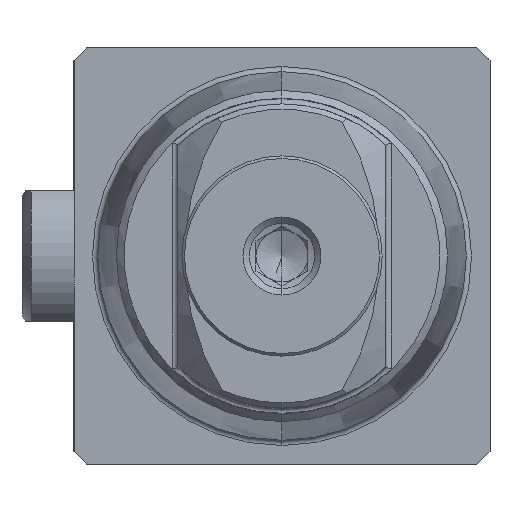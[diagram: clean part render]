
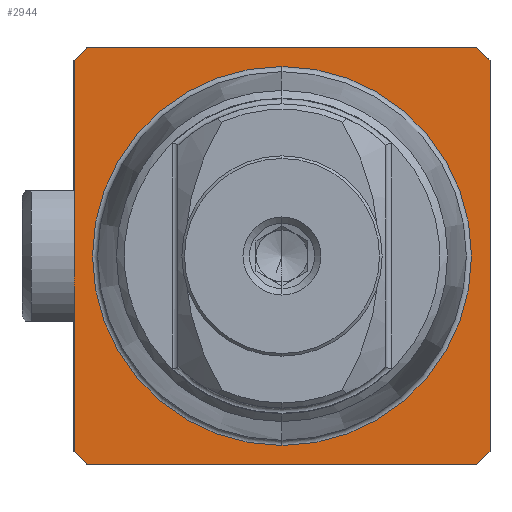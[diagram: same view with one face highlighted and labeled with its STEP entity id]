
A CAD part, left-side view. The second image highlights one B-rep face of the part: STEP entity #2944.
In plain terms, the highlighted planar face has unit normal (-1, 0, 0).
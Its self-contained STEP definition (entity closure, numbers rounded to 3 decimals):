
#122 = LINE ( 'NONE', #8226, #6245 ) ;
#412 = CARTESIAN_POINT ( 'NONE',  ( 0., 7.287, 8. ) ) ;
#520 = CARTESIAN_POINT ( 'NONE',  ( 0., 0., -7.287 ) ) ;
#710 = ORIENTED_EDGE ( 'NONE', *, *, #2417, .F. ) ;
#825 = EDGE_CURVE ( 'NONE', #6150, #7536, #4991, .T. ) ;
#903 = VERTEX_POINT ( 'NONE', #3076 ) ;
#917 = LINE ( 'NONE', #3617, #5388 ) ;
#1402 = CARTESIAN_POINT ( 'NONE',  ( 0., 7.5, 8. ) ) ;
#1408 = ORIENTED_EDGE ( 'NONE', *, *, #6751, .T. ) ;
#1440 = CARTESIAN_POINT ( 'NONE',  ( 0., 8., -7.5 ) ) ;
#1618 = EDGE_LOOP ( 'NONE', ( #5486, #2528, #1408, #5400, #4441, #2755, #8343, #2349 ) ) ;
#1700 = VERTEX_POINT ( 'NONE', #4161 ) ;
#1783 = VECTOR ( 'NONE', #3400, 1000. ) ;
#1900 = VECTOR ( 'NONE', #3876, 1000. ) ;
#2050 = CARTESIAN_POINT ( 'NONE',  ( 0., -8., -7.5 ) ) ;
#2276 = DIRECTION ( 'NONE',  ( 0., 0., 1. ) ) ;
#2349 = ORIENTED_EDGE ( 'NONE', *, *, #5582, .T. ) ;
#2417 = EDGE_CURVE ( 'NONE', #7536, #6150, #6694, .T. ) ;
#2528 = ORIENTED_EDGE ( 'NONE', *, *, #3332, .T. ) ;
#2645 = CARTESIAN_POINT ( 'NONE',  ( 0., -7.5, -8. ) ) ;
#2755 = ORIENTED_EDGE ( 'NONE', *, *, #8421, .T. ) ;
#2756 = DIRECTION ( 'NONE',  ( 0., 0., -1. ) ) ;
#2757 = LINE ( 'NONE', #2050, #7310 ) ;
#2816 = DIRECTION ( 'NONE',  ( 0., 0., 1. ) ) ;
#2826 = DIRECTION ( 'NONE',  ( 0., 0.707, 0.707 ) ) ;
#2882 = VECTOR ( 'NONE', #2756, 1000. ) ;
#2944 = ADVANCED_FACE ( 'NONE', ( #5479, #3405 ), #4162, .F. ) ;
#3076 = CARTESIAN_POINT ( 'NONE',  ( 0., 7.5, 8. ) ) ;
#3332 = EDGE_CURVE ( 'NONE', #5373, #6054, #122, .T. ) ;
#3400 = DIRECTION ( 'NONE',  ( 0., -1., 0. ) ) ;
#3405 = FACE_OUTER_BOUND ( 'NONE', #1618, .T. ) ;
#3435 = VECTOR ( 'NONE', #7820, 1000. ) ;
#3617 = CARTESIAN_POINT ( 'NONE',  ( 0., -8., 0. ) ) ;
#3821 = CARTESIAN_POINT ( 'NONE',  ( 0., -8., -7.5 ) ) ;
#3876 = DIRECTION ( 'NONE',  ( 0., 1., 0. ) ) ;
#3932 = EDGE_CURVE ( 'NONE', #7141, #5373, #917, .T. ) ;
#4011 = AXIS2_PLACEMENT_3D ( 'NONE', #5326, #8135, #2816 ) ;
#4161 = CARTESIAN_POINT ( 'NONE',  ( 0., 7.5, -8. ) ) ;
#4162 = PLANE ( 'NONE',  #6955 ) ;
#4171 = CARTESIAN_POINT ( 'NONE',  ( 0., 8., 7.5 ) ) ;
#4211 = EDGE_CURVE ( 'NONE', #7013, #6680, #7350, .T. ) ;
#4233 = EDGE_LOOP ( 'NONE', ( #7803, #710 ) ) ;
#4436 = VECTOR ( 'NONE', #5946, 1000. ) ;
#4441 = ORIENTED_EDGE ( 'NONE', *, *, #4211, .T. ) ;
#4562 = AXIS2_PLACEMENT_3D ( 'NONE', #6916, #6120, #5538 ) ;
#4660 = EDGE_CURVE ( 'NONE', #1700, #8651, #5297, .T. ) ;
#4741 = DIRECTION ( 'NONE',  ( 0., -0.707, 0.707 ) ) ;
#4991 = CIRCLE ( 'NONE', #4562, 7.287 ) ;
#5027 = LINE ( 'NONE', #412, #1900 ) ;
#5105 = LINE ( 'NONE', #8575, #3435 ) ;
#5297 = LINE ( 'NONE', #7432, #1783 ) ;
#5326 = CARTESIAN_POINT ( 'NONE',  ( 0., 0., 0. ) ) ;
#5335 = LINE ( 'NONE', #1402, #4436 ) ;
#5373 = VERTEX_POINT ( 'NONE', #5975 ) ;
#5388 = VECTOR ( 'NONE', #2276, 1000. ) ;
#5400 = ORIENTED_EDGE ( 'NONE', *, *, #6480, .T. ) ;
#5479 = FACE_BOUND ( 'NONE', #4233, .T. ) ;
#5486 = ORIENTED_EDGE ( 'NONE', *, *, #3932, .T. ) ;
#5538 = DIRECTION ( 'NONE',  ( 0., 0., 1. ) ) ;
#5582 = EDGE_CURVE ( 'NONE', #8651, #7141, #2757, .T. ) ;
#5622 = DIRECTION ( 'NONE',  ( 1., 0., 0. ) ) ;
#5946 = DIRECTION ( 'NONE',  ( 0., 0.707, -0.707 ) ) ;
#5975 = CARTESIAN_POINT ( 'NONE',  ( 0., -8., 7.5 ) ) ;
#6054 = VERTEX_POINT ( 'NONE', #6630 ) ;
#6120 = DIRECTION ( 'NONE',  ( -1., 0., 0. ) ) ;
#6150 = VERTEX_POINT ( 'NONE', #6362 ) ;
#6195 = CARTESIAN_POINT ( 'NONE',  ( 0., 7.287, 0. ) ) ;
#6245 = VECTOR ( 'NONE', #2826, 1000. ) ;
#6362 = CARTESIAN_POINT ( 'NONE',  ( 0., 0., 7.287 ) ) ;
#6480 = EDGE_CURVE ( 'NONE', #903, #7013, #5335, .T. ) ;
#6630 = CARTESIAN_POINT ( 'NONE',  ( 0., -7.5, 8. ) ) ;
#6680 = VERTEX_POINT ( 'NONE', #1440 ) ;
#6694 = CIRCLE ( 'NONE', #4011, 7.287 ) ;
#6751 = EDGE_CURVE ( 'NONE', #6054, #903, #5027, .T. ) ;
#6916 = CARTESIAN_POINT ( 'NONE',  ( 0., 0., 0. ) ) ;
#6955 = AXIS2_PLACEMENT_3D ( 'NONE', #6195, #5622, #8198 ) ;
#7013 = VERTEX_POINT ( 'NONE', #4171 ) ;
#7141 = VERTEX_POINT ( 'NONE', #3821 ) ;
#7310 = VECTOR ( 'NONE', #4741, 1000. ) ;
#7350 = LINE ( 'NONE', #8738, #2882 ) ;
#7432 = CARTESIAN_POINT ( 'NONE',  ( 0., 7.287, -8. ) ) ;
#7536 = VERTEX_POINT ( 'NONE', #520 ) ;
#7803 = ORIENTED_EDGE ( 'NONE', *, *, #825, .F. ) ;
#7820 = DIRECTION ( 'NONE',  ( 0., -0.707, -0.707 ) ) ;
#8135 = DIRECTION ( 'NONE',  ( -1., 0., 0. ) ) ;
#8198 = DIRECTION ( 'NONE',  ( 0., 0., -1. ) ) ;
#8226 = CARTESIAN_POINT ( 'NONE',  ( 0., -7.5, 8. ) ) ;
#8343 = ORIENTED_EDGE ( 'NONE', *, *, #4660, .T. ) ;
#8421 = EDGE_CURVE ( 'NONE', #6680, #1700, #5105, .T. ) ;
#8575 = CARTESIAN_POINT ( 'NONE',  ( 0., 7.5, -8. ) ) ;
#8651 = VERTEX_POINT ( 'NONE', #2645 ) ;
#8738 = CARTESIAN_POINT ( 'NONE',  ( 0., 8., 0. ) ) ;
